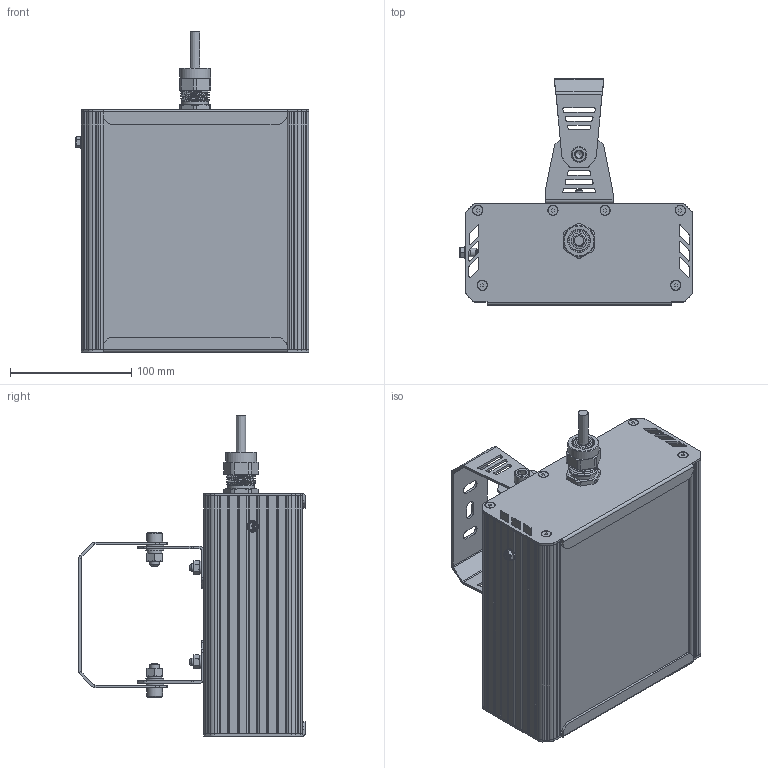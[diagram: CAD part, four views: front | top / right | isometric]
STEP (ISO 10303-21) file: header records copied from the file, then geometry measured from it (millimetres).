
FILE_DESCRIPTION(('STEP AP214'), '1');
FILE_NAME('001.0096.02.000 - ÃÑÏ-Ýêñòðà-Îïòèê-2Åõ-10', '', ('UNSPECIFIED'), ('UNSPECIFIED'), 'C3D Converter', 'C3D Toolkit', '');
FILE_SCHEMA(('AUTOMOTIVE_DESIGN { 1 0 10303 214 3 1 1}'));
Length unit declared in the file: millimetre
Products named in the file (44): 001.0096.02.000; #2895; #2954; #3013; #3072; #3157; #3216; #3275; #3334
Assembly tree (67 placements, depth 4):
  001.0096.02.000
    (unnamed)
      (unnamed)
      (unnamed)
      (unnamed)
      (unnamed)
      (unnamed)
      (unnamed)
      (unnamed)
      (unnamed)  x6
      (unnamed)  x6
      (unnamed)
      (unnamed)
      (unnamed)
        (unnamed)
        (unnamed)
        (unnamed)  x13
        (unnamed)
        (unnamed)
        (unnamed)
        (unnamed)
        (unnamed)
        (unnamed)
        (unnamed)
      (unnamed)
        (unnamed)
    (unnamed)
      (unnamed)
      (unnamed)
      (unnamed)
      (unnamed)  x2
      (unnamed)
      (unnamed)
      (unnamed)
      (unnamed)
      (unnamed)
      #2895
      #2954
      #3013
      #3072  x2
      #3157
      #3216
      #3275
      #3334
Bounding box: 192.43 x 186.68 x 264 mm (x, y, z)
Volume: 682261.9 mm3; surface area: 539960.7 mm2
Topology: 75 solids, 75 shells, 1721 faces, 4450 edges, 2955 vertices
Faces by surface type: plane 1083, cylinder 512, cone 89, bspline 31, torus 5, sphere 1
Full cylindrical faces by diameter (mm): 1 x1, 2 x2, 2.5 x4, 2.8 x25, 3.2 x1, 3.5 x6, 4 x13, 4.917 x2, 5 x2, 6 x5, 6.6 x2, 6.647 x2, 7 x2, 8 x14, 8.5 x4, 9 x17, 10 x1, 11 x2, 12.5 x1, 13 x3, 15 x4, 16 x1, 17 x1, 18 x1, 18.5 x1, 19 x1, 20 x1, 21.5 x1, 22 x2, 25.5 x1
Entity records: 94555 total; most frequent: CARTESIAN_POINT 47262, DIRECTION 8956, ORIENTED_EDGE 7842, EDGE_CURVE 3921, AXIS2_PLACEMENT_3D 3183, VERTEX_POINT 2701, LINE 2590, VECTOR 2590
